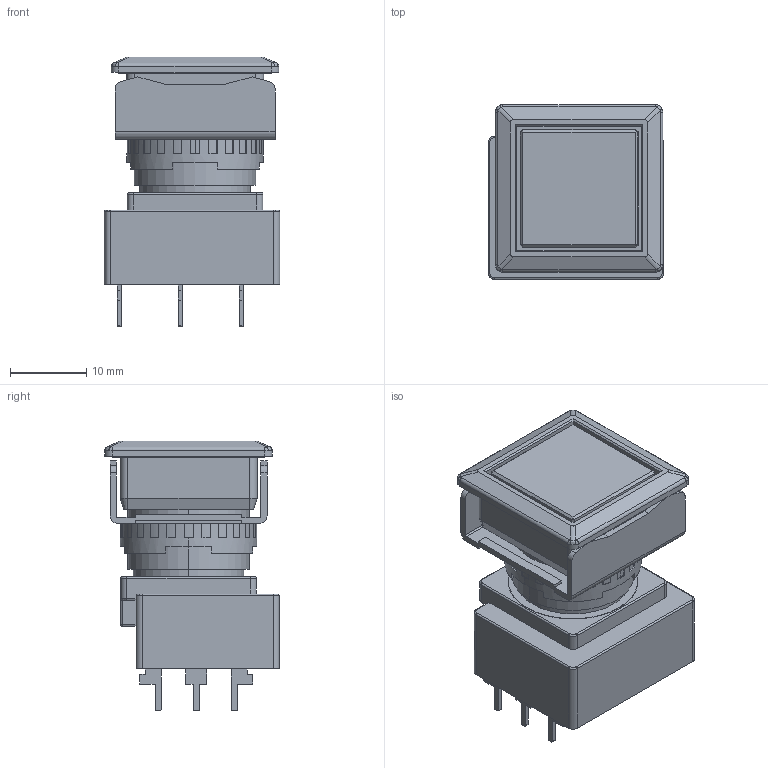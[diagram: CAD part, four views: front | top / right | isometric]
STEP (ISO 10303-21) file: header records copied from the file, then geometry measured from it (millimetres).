
FILE_DESCRIPTION (( 'STEP AP214' ), '1' );
FILE_NAME ('222_LB7(M)B-[M][A]1T[3][7]V$.STEP', '2020-09-25T01:29:15', ( 'IDEC' ), ( 'IDEC' ), 'SwSTEP 2.0', 'SolidWorks 2019', '' );
FILE_SCHEMA (( 'AUTOMOTIVE_DESIGN' ));
Length unit declared in the file: millimetre
Products named in the file (5): LB-T3V; LB-FL-BODY-Q; LB-FL-NUT-SET; LB-OPERATOR-Q; 222_LB7(M)B-[M][A]1T[3][7]V$
Assembly tree (4 placements, depth 2):
  222_LB7(M)B-[M][A]1T[3][7]V$
    LB-FL-BODY-Q
    LB-OPERATOR-Q
    LB-T3V
    LB-FL-NUT-SET
Bounding box: 23 x 22.9 x 35.4 mm (x, y, z)
Volume: 9582.4 mm3; surface area: 7379.8 mm2
Topology: 4 solids, 4 shells, 474 faces, 1264 edges, 808 vertices
Faces by surface type: plane 299, cylinder 141, bspline 28, cone 6
Entity records: 16375 total; most frequent: CARTESIAN_POINT 3429, ORIENTED_EDGE 2516, DIRECTION 2427, EDGE_CURVE 1258, LINE 883, VECTOR 883, VERTEX_POINT 808, AXIS2_PLACEMENT_3D 772
